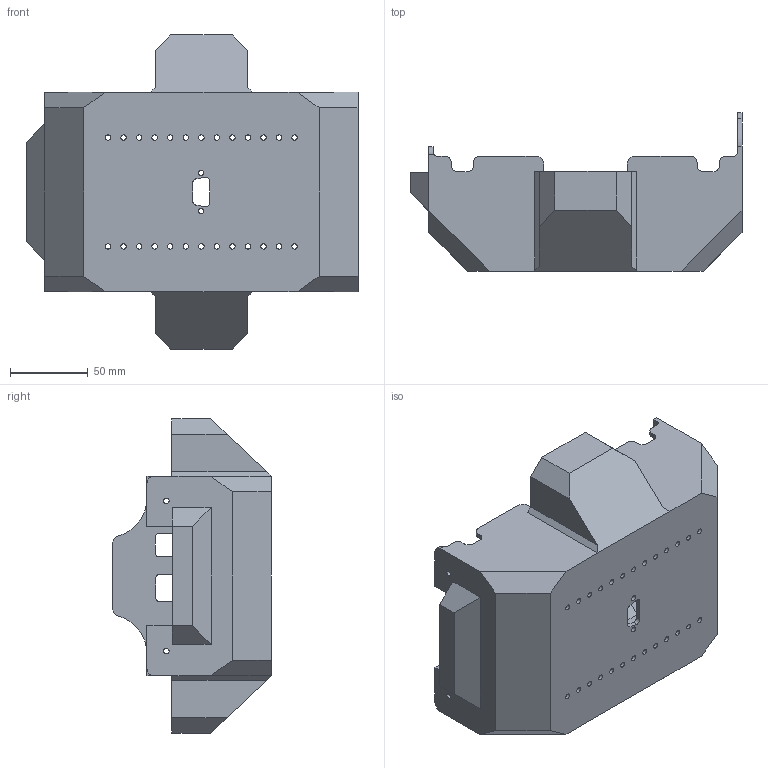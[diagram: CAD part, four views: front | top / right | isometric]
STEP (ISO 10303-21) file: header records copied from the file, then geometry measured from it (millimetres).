
FILE_DESCRIPTION(/* description */ (''),/* implementation_level */ '2;1');
FILE_NAME(/* name */ 'ODM_TOP.stp',/* time_stamp */ '2024-10-19T10:58:52-05:00',/* author */ ('yulio'),/* organization */ (''),/* preprocessor_version */ 'ST-DEVELOPER v20',/* originating_system */ 'Autodesk Inventor 2024',/* authorisation */ '');
FILE_SCHEMA (('AUTOMOTIVE_DESIGN { 1 0 10303 214 3 1 1 }'));
Length unit declared in the file: millimetre
Products named in the file (1): CarcasaVF
Bounding box: 213.5 x 102 x 202 mm (x, y, z)
Volume: 235729.9 mm3; surface area: 155394.6 mm2
Topology: 1 solids, 1 shells, 236 faces, 686 edges, 455 vertices
Faces by surface type: plane 154, cylinder 82
Full cylindrical faces by diameter (mm): 3.5 x32
Entity records: 7978 total; most frequent: CARTESIAN_POINT 1398, ORIENTED_EDGE 1372, DIRECTION 1321, EDGE_CURVE 686, LINE 517, VECTOR 517, VERTEX_POINT 455, AXIS2_PLACEMENT_3D 402
